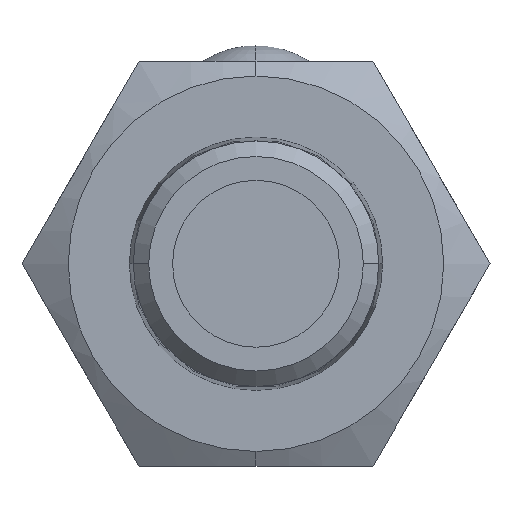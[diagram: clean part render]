
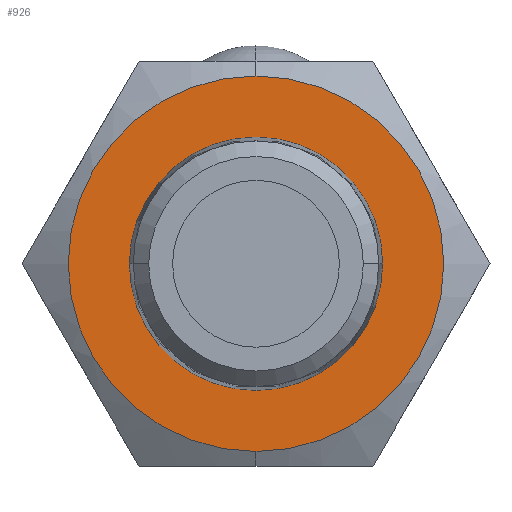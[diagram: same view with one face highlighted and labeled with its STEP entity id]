
A CAD part, front view. The second image highlights one B-rep face of the part: STEP entity #926.
In plain terms, the highlighted planar face has unit normal (0, -1, 0).
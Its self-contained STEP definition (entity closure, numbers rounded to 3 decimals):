
#23 = AXIS2_PLACEMENT_3D ( 'NONE', #2013, #2006, #1956 ) ;
#515 = CARTESIAN_POINT ( 'NONE',  ( 0., 14., 0. ) ) ;
#516 = DIRECTION ( 'NONE',  ( 0., -1., 0. ) ) ;
#517 = DIRECTION ( 'NONE',  ( -1., 0., 0. ) ) ;
#546 = CARTESIAN_POINT ( 'NONE',  ( 0., 14., 0. ) ) ;
#547 = DIRECTION ( 'NONE',  ( 0., -1., 0. ) ) ;
#548 = DIRECTION ( 'NONE',  ( -1., 0., 0. ) ) ;
#606 = AXIS2_PLACEMENT_3D ( 'NONE', #546, #547, #548 ) ;
#658 = CIRCLE ( 'NONE', #661, 10.626 ) ;
#661 = AXIS2_PLACEMENT_3D ( 'NONE', #2877, #2878, #2879 ) ;
#881 = CIRCLE ( 'NONE', #885, 15.75 ) ;
#883 = CIRCLE ( 'NONE', #606, 15.75 ) ;
#885 = AXIS2_PLACEMENT_3D ( 'NONE', #515, #516, #517 ) ;
#926 = ADVANCED_FACE ( 'NONE', ( #1083, #1078 ), #2002, .F. ) ;
#994 = EDGE_CURVE ( 'NONE', #2165, #1380, #1930, .T. ) ;
#1078 = FACE_BOUND ( 'NONE', #2348, .T. ) ;
#1083 = FACE_OUTER_BOUND ( 'NONE', #2188, .T. ) ;
#1279 = EDGE_CURVE ( 'NONE', #1327, #2325, #881, .T. ) ;
#1287 = EDGE_CURVE ( 'NONE', #2325, #1327, #883, .T. ) ;
#1327 = VERTEX_POINT ( 'NONE', #2598 ) ;
#1380 = VERTEX_POINT ( 'NONE', #2611 ) ;
#1929 = AXIS2_PLACEMENT_3D ( 'NONE', #3054, #3052, #3050 ) ;
#1930 = CIRCLE ( 'NONE', #1929, 10.626 ) ;
#1956 = DIRECTION ( 'NONE',  ( -1., 0., 0. ) ) ;
#2002 = PLANE ( 'NONE',  #23 ) ;
#2006 = DIRECTION ( 'NONE',  ( 0., 1., 0. ) ) ;
#2013 = CARTESIAN_POINT ( 'NONE',  ( 10.626, 14., 0. ) ) ;
#2165 = VERTEX_POINT ( 'NONE', #2701 ) ;
#2188 = EDGE_LOOP ( 'NONE', ( #2547, #2411 ) ) ;
#2325 = VERTEX_POINT ( 'NONE', #2750 ) ;
#2348 = EDGE_LOOP ( 'NONE', ( #2592, #2509 ) ) ;
#2411 = ORIENTED_EDGE ( 'NONE', *, *, #1287, .T. ) ;
#2509 = ORIENTED_EDGE ( 'NONE', *, *, #3287, .F. ) ;
#2547 = ORIENTED_EDGE ( 'NONE', *, *, #1279, .T. ) ;
#2592 = ORIENTED_EDGE ( 'NONE', *, *, #994, .F. ) ;
#2598 = CARTESIAN_POINT ( 'NONE',  ( 0., 14., -15.75 ) ) ;
#2611 = CARTESIAN_POINT ( 'NONE',  ( 10.626, 14., 0. ) ) ;
#2701 = CARTESIAN_POINT ( 'NONE',  ( -10.626, 14., 0. ) ) ;
#2750 = CARTESIAN_POINT ( 'NONE',  ( 0., 14., 15.75 ) ) ;
#2877 = CARTESIAN_POINT ( 'NONE',  ( 0., 14., 0. ) ) ;
#2878 = DIRECTION ( 'NONE',  ( 0., -1., 0. ) ) ;
#2879 = DIRECTION ( 'NONE',  ( 1., 0., 0. ) ) ;
#3050 = DIRECTION ( 'NONE',  ( 1., 0., 0. ) ) ;
#3052 = DIRECTION ( 'NONE',  ( 0., -1., 0. ) ) ;
#3054 = CARTESIAN_POINT ( 'NONE',  ( 0., 14., 0. ) ) ;
#3287 = EDGE_CURVE ( 'NONE', #1380, #2165, #658, .T. ) ;
